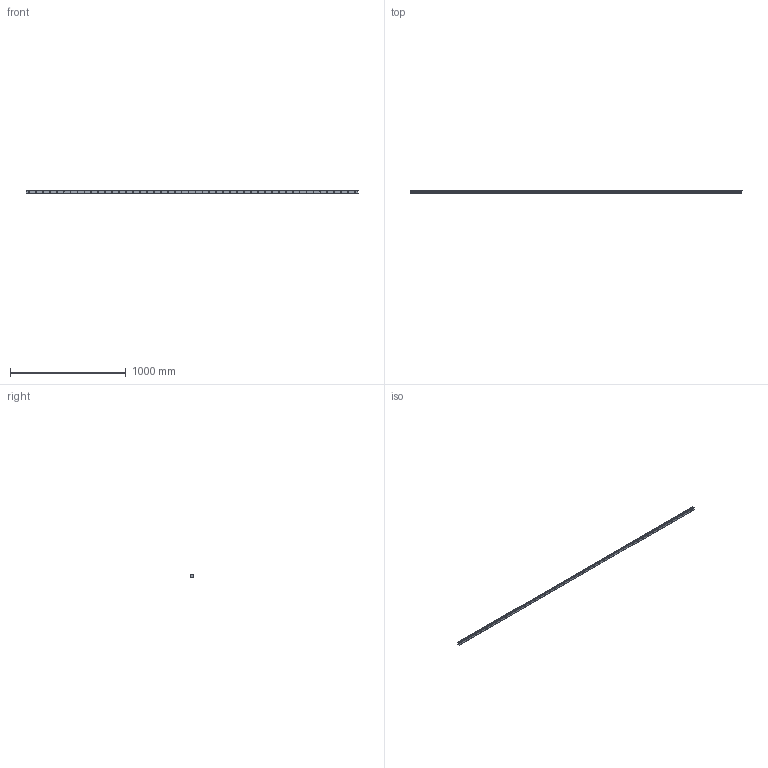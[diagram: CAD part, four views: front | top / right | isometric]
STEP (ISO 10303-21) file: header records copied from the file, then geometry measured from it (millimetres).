
FILE_DESCRIPTION (( 'STEP AP214' ), '1' );
FILE_NAME ('SHS25C1SS-2870L_G25_0_B-M6F_1389_0_0_0_1.STEP', '2021-06-18T14:27:42', ( '' ), ( '' ), 'SwSTEP 2.0', 'SolidWorks 2021', '' );
FILE_SCHEMA (( 'AUTOMOTIVE_DESIGN' ));
Length unit declared in the file: millimetre
Products named in the file (2): _SHS25C287025 Track; SHS25C1SS-2870L_G25_0_B-M6F_1389_0_0_0_1
Assembly tree (1 placements, depth 2):
  SHS25C1SS-2870L_G25_0_B-M6F_1389_0_0_0_1
    _SHS25C287025 Track
Bounding box: 2870 x 20 x 23 mm (x, y, z)
Volume: 1112798.5 mm3; surface area: 273583.2 mm2
Topology: 1 solids, 1 shells, 282 faces, 696 edges, 464 vertices
Faces by surface type: cylinder 218, plane 64
Entity records: 8854 total; most frequent: DIRECTION 1704, CARTESIAN_POINT 1446, ORIENTED_EDGE 1392, AXIS2_PLACEMENT_3D 722, EDGE_CURVE 696, VERTEX_POINT 464, CIRCLE 436, EDGE_LOOP 426
